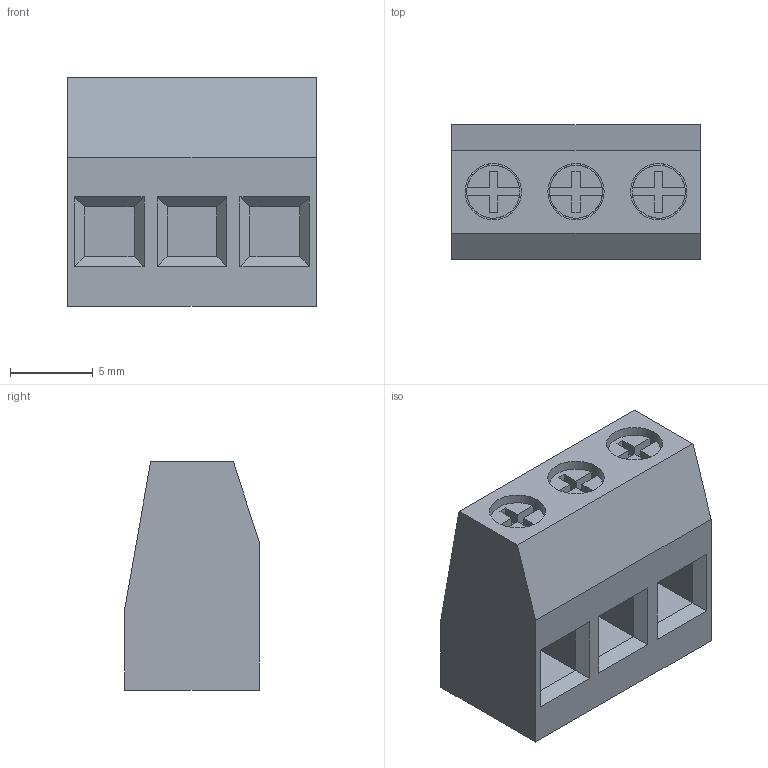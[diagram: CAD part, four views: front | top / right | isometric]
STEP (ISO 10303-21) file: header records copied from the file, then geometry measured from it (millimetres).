
FILE_DESCRIPTION(('FreeCAD Model'),'2;1');
FILE_NAME('3polConnector.step', '2016-08-30T16:51:53',('Author'),(''), 'Open CASCADE STEP processor 6.8','FreeCAD','Unknown');
FILE_SCHEMA(('AUTOMOTIVE_DESIGN_CC2 { 1 2 10303 214 -1 1 5 4 }'));
Length unit declared in the file: millimetre
Products named in the file (2): ASSEMBLY; 3polConnector
Assembly tree (1 placements, depth 2):
  ASSEMBLY
    3polConnector
Bounding box: 15 x 8.1 x 13.8 mm (x, y, z)
Volume: 1325.1 mm3; surface area: 1149.3 mm2
Topology: 1 solids, 1 shells, 83 faces, 207 edges, 135 vertices
Faces by surface type: plane 77, cylinder 6
Full cylindrical faces by diameter (mm): 3.2 x3, 3.4 x3
Entity records: 5765 total; most frequent: CARTESIAN_POINT 977, DIRECTION 772, LINE 539, VECTOR 539, ORIENTED_EDGE 414, PCURVE 414, DEFINITIONAL_REPRESENTATION 414, EDGE_CURVE 207
